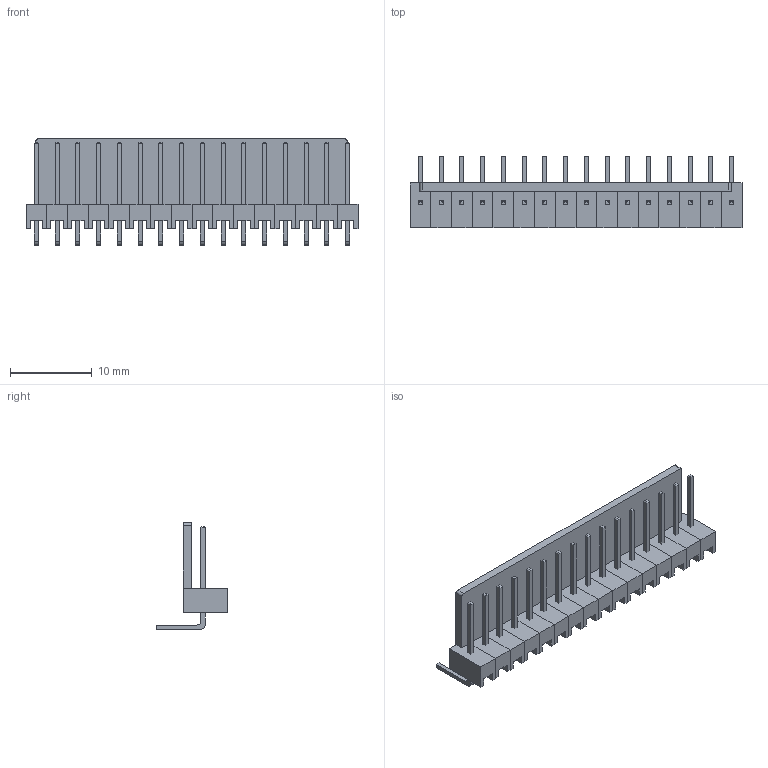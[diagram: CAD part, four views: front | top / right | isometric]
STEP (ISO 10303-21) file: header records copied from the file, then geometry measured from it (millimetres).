
FILE_DESCRIPTION(('FreeCAD Model'),'2;1');
FILE_NAME( '16PA.stp', '2017-07-30T12:01:39',('Author'),(''), 'Open CASCADE STEP processor 6.8','FreeCAD','Unknown');
FILE_SCHEMA(('AUTOMOTIVE_DESIGN_CC2 { 1 2 10303 214 -1 1 5 4 }'));
Length unit declared in the file: millimetre
Products named in the file (4): ASSEMBLY; Array; Fillet; Array001
Assembly tree (3 placements, depth 2):
  ASSEMBLY
    Array
    Fillet
    Array001
Bounding box: 40.64 x 8.8 x 13 mm (x, y, z)
Volume: 911.5 mm3; surface area: 2623.4 mm2
Topology: 33 solids, 33 shells, 456 faces, 1042 edges, 652 vertices
Faces by surface type: plane 422, cylinder 34
Entity records: 26310 total; most frequent: CARTESIAN_POINT 4262, DIRECTION 4110, LINE 2990, VECTOR 2990, ORIENTED_EDGE 2084, PCURVE 2084, DEFINITIONAL_REPRESENTATION 2084, EDGE_CURVE 1042
